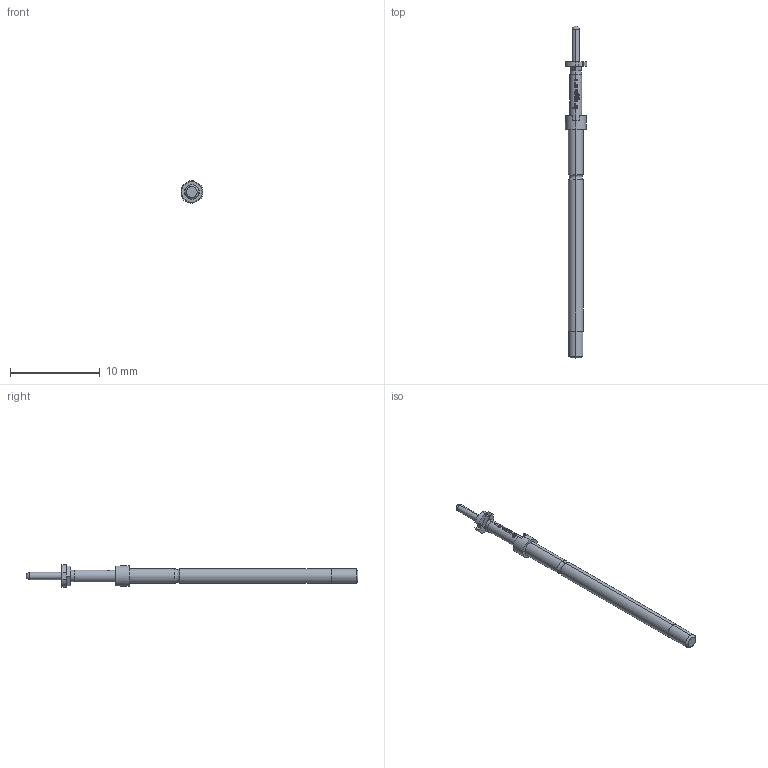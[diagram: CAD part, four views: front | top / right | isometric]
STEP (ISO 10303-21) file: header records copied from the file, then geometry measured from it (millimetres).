
FILE_DESCRIPTION (( 'STEP AP203' ), '1' );
FILE_NAME ('INGUN_T-912_305_080_400_250_X_xx02_M_0.STEP', '2018-06-19T13:28:40', ( '' ), ( '' ), 'SwSTEP 2.0', 'SolidWorks 2018', '' );
FILE_SCHEMA (( 'CONFIG_CONTROL_DESIGN' ));
Length unit declared in the file: millimetre
Products named in the file (2): INGUN_T-912_305_080_400_250_X_xx02_M_0
Bounding box: 2.45 x 37 x 2.5 mm (x, y, z)
Volume: 71.1 mm3; surface area: 197.5 mm2
Topology: 1 solids, 1 shells, 140 faces, 391 edges, 256 vertices
Faces by surface type: plane 72, cylinder 37, bspline 25, cone 6
Entity records: 4957 total; most frequent: CARTESIAN_POINT 1344, ORIENTED_EDGE 778, DIRECTION 663, EDGE_CURVE 389, VERTEX_POINT 256, AXIS2_PLACEMENT_3D 247, VECTOR 169, LINE 169
